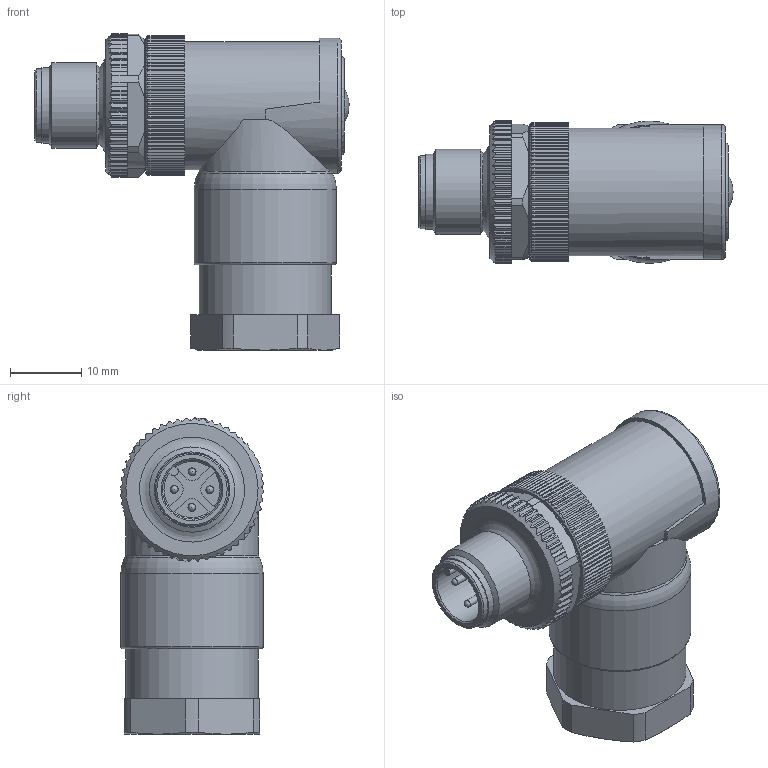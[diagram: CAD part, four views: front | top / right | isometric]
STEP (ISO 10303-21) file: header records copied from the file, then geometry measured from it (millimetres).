
FILE_DESCRIPTION(/* description */ (''),/* implementation_level */ '2;1');
FILE_NAME(/* name */ '99 0429 58 04 001_00-Winkelstecker_ 4pol..stp',/* time_stamp */ '2020-11-12T07:45:39+01:00',/* author */ (''),/* organization */ (''),/* preprocessor_version */ 'ST-DEVELOPER v16',/* originating_system */ 'SIEMENS PLM Software NX 11.0',/* authorisation */ '');
FILE_SCHEMA (('AUTOMOTIVE_DESIGN { 1 0 10303 214 3 1 1 1 }'));
Length unit declared in the file: millimetre
Products named in the file (1): rhen1AE0336Fo7fd
Bounding box: 44.2 x 20.19 x 44.49 mm (x, y, z)
Volume: 17155.1 mm3; surface area: 5425.9 mm2
Topology: 1 solids, 1 shells, 661 faces, 1895 edges, 1252 vertices
Faces by surface type: plane 392, cylinder 235, cone 22, torus 7, sphere 4, bspline 1
Full cylindrical faces by diameter (mm): 1 x4, 1.1 x4, 2.25 x1, 8.3 x1, 10.3 x1, 10.6 x1, 11.5 x1, 12 x1, 18 x2, 18.6 x1, 19 x1, 20 x1
Entity records: 22964 total; most frequent: CARTESIAN_POINT 6386, ORIENTED_EDGE 3670, DIRECTION 3159, EDGE_CURVE 1835, VERTEX_POINT 1230, AXIS2_PLACEMENT_3D 1097, LINE 965, VECTOR 965
